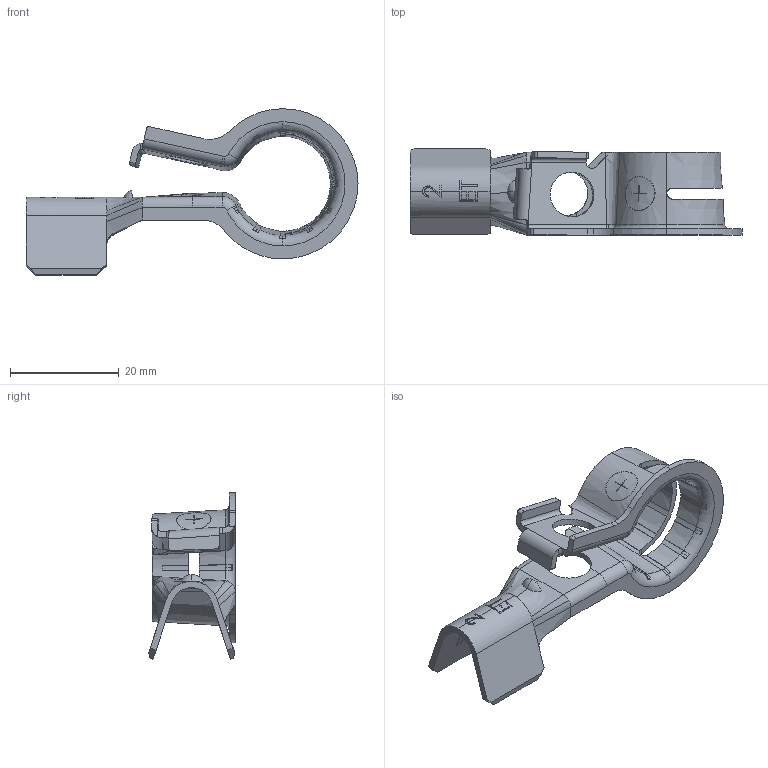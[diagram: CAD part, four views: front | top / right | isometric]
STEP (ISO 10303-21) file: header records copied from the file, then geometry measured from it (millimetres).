
FILE_DESCRIPTION (( 'STEP AP203' ), '1' );
FILE_NAME ('82313.STEP', '2015-01-20T14:04:50', ( '' ), ( '' ), 'SwSTEP 2.0', 'SolidWorks 2014', '' );
FILE_SCHEMA (( 'CONFIG_CONTROL_DESIGN' ));
Length unit declared in the file: inch
Products named in the file (1): 82313
Bounding box: 61.06 x 15.9 x 30.65 mm (x, y, z)
Volume: 2352.1 mm3; surface area: 4731.3 mm2
Topology: 1 solids, 1 shells, 399 faces, 1091 edges, 691 vertices
Faces by surface type: plane 177, cylinder 77, cone 68, bspline 40, torus 37
Entity records: 15113 total; most frequent: CARTESIAN_POINT 5115, ORIENTED_EDGE 2180, DIRECTION 2018, EDGE_CURVE 1090, AXIS2_PLACEMENT_3D 729, VERTEX_POINT 691, VECTOR 560, LINE 560
